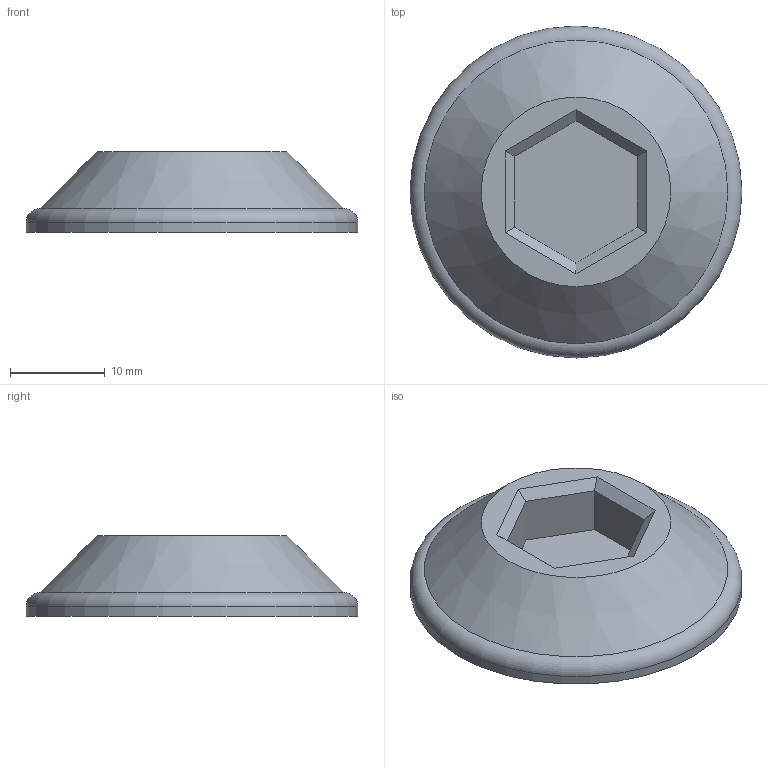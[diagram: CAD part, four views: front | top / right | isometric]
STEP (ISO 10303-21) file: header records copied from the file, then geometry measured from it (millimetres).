
FILE_DESCRIPTION(/* description */ (''),/* implementation_level */ '2;1');
FILE_NAME(/* name */ 'lift foot.step',/* time_stamp */ '2018-02-10T14:38:28-05:00',/* author */ ('oliver.lewis.art'),/* organization */ (''),/* preprocessor_version */ 'ST-DEVELOPER v16.13',/* originating_system */ 'Autodesk Translation Framework v6.5.0.72',/* authorisation */ '');
FILE_SCHEMA (('AUTOMOTIVE_DESIGN { 1 0 10303 214 3 1 1 }'));
Length unit declared in the file: millimetre
Products named in the file (1): lift foot
Bounding box: 35 x 35 x 8.5 mm (x, y, z)
Volume: 4699.8 mm3; surface area: 2574.7 mm2
Topology: 1 solids, 1 shells, 18 faces, 39 edges, 24 vertices
Faces by surface type: plane 15, torus 1, cylinder 1, cone 1
Full cylindrical faces by diameter (mm): 35 x1
Entity records: 515 total; most frequent: DIRECTION 84, CARTESIAN_POINT 82, ORIENTED_EDGE 78, EDGE_CURVE 39, LINE 32, VECTOR 32, AXIS2_PLACEMENT_3D 26, VERTEX_POINT 24
